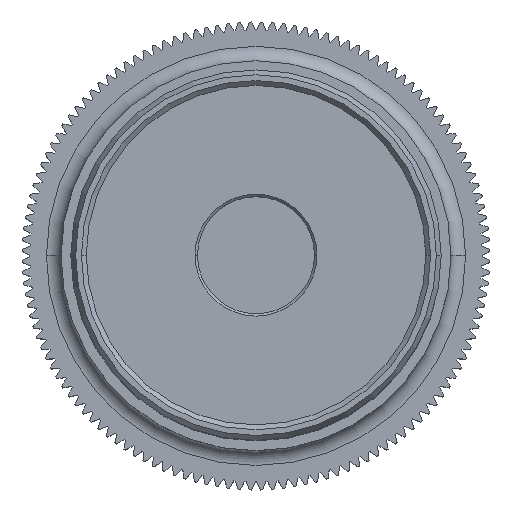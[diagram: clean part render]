
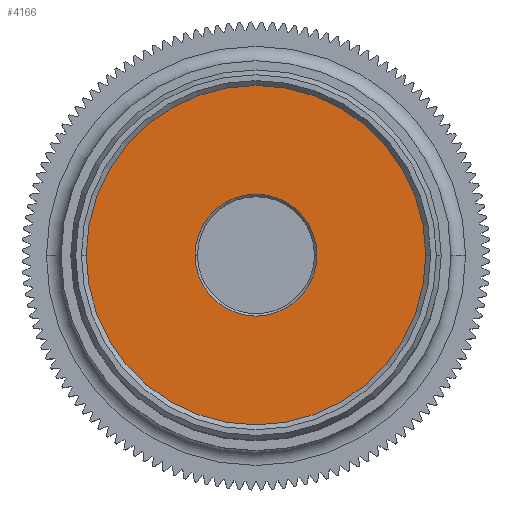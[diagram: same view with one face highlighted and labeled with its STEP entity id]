
A CAD part, top view. The second image highlights one B-rep face of the part: STEP entity #4166.
In plain terms, the highlighted planar face has unit normal (0, 0, 1).
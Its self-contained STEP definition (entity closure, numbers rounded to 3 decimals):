
#2144 = CARTESIAN_POINT ( 'NONE',  ( -3.125, 0., 30.5 ) ) ;
#2267 = VERTEX_POINT ( 'NONE', #12933 ) ;
#2675 = DIRECTION ( 'NONE',  ( -1., 0., 0. ) ) ;
#3164 = EDGE_CURVE ( 'NONE', #6826, #2267, #18166, .T. ) ;
#3291 = ORIENTED_EDGE ( 'NONE', *, *, #14294, .T. ) ;
#3826 = ORIENTED_EDGE ( 'NONE', *, *, #14099, .T. ) ;
#3920 = AXIS2_PLACEMENT_3D ( 'NONE', #11217, #13040, #2675 ) ;
#3985 = CARTESIAN_POINT ( 'NONE',  ( 0., 0., 30.5 ) ) ;
#4134 = FACE_OUTER_BOUND ( 'NONE', #17213, .T. ) ;
#4166 = ADVANCED_FACE ( 'NONE', ( #15046, #4134 ), #5484, .F. ) ;
#5107 = CARTESIAN_POINT ( 'NONE',  ( 3.125, 0., 30.5 ) ) ;
#5484 = PLANE ( 'NONE',  #3920 ) ;
#5529 = DIRECTION ( 'NONE',  ( 1., 0., 0. ) ) ;
#6398 = CARTESIAN_POINT ( 'NONE',  ( 0., 0., 30.5 ) ) ;
#6470 = ORIENTED_EDGE ( 'NONE', *, *, #3164, .T. ) ;
#6826 = VERTEX_POINT ( 'NONE', #16297 ) ;
#7626 = DIRECTION ( 'NONE',  ( -1., 0., 0. ) ) ;
#8071 = EDGE_CURVE ( 'NONE', #15620, #12779, #12906, .T. ) ;
#8096 = AXIS2_PLACEMENT_3D ( 'NONE', #6398, #9299, #13456 ) ;
#9299 = DIRECTION ( 'NONE',  ( 0., 0., 1. ) ) ;
#10683 = DIRECTION ( 'NONE',  ( 0., 0., -1. ) ) ;
#11208 = CIRCLE ( 'NONE', #17731, 3.125 ) ;
#11217 = CARTESIAN_POINT ( 'NONE',  ( 0., 8.705, 30.5 ) ) ;
#11341 = DIRECTION ( 'NONE',  ( -1., 0., 0. ) ) ;
#12779 = VERTEX_POINT ( 'NONE', #2144 ) ;
#12906 = CIRCLE ( 'NONE', #13492, 3.125 ) ;
#12933 = CARTESIAN_POINT ( 'NONE',  ( -8.705, 0., 30.5 ) ) ;
#13040 = DIRECTION ( 'NONE',  ( 0., 0., -1. ) ) ;
#13330 = AXIS2_PLACEMENT_3D ( 'NONE', #3985, #18116, #5529 ) ;
#13456 = DIRECTION ( 'NONE',  ( 1., 0., 0. ) ) ;
#13492 = AXIS2_PLACEMENT_3D ( 'NONE', #14962, #10683, #7626 ) ;
#14099 = EDGE_CURVE ( 'NONE', #12779, #15620, #11208, .T. ) ;
#14294 = EDGE_CURVE ( 'NONE', #2267, #6826, #17199, .T. ) ;
#14401 = CARTESIAN_POINT ( 'NONE',  ( 0., 0., 30.5 ) ) ;
#14846 = EDGE_LOOP ( 'NONE', ( #16378, #3826 ) ) ;
#14962 = CARTESIAN_POINT ( 'NONE',  ( 0., 0., 30.5 ) ) ;
#15046 = FACE_BOUND ( 'NONE', #14846, .T. ) ;
#15620 = VERTEX_POINT ( 'NONE', #5107 ) ;
#15796 = DIRECTION ( 'NONE',  ( 0., 0., -1. ) ) ;
#16297 = CARTESIAN_POINT ( 'NONE',  ( 8.705, 0., 30.5 ) ) ;
#16378 = ORIENTED_EDGE ( 'NONE', *, *, #8071, .T. ) ;
#17199 = CIRCLE ( 'NONE', #8096, 8.705 ) ;
#17213 = EDGE_LOOP ( 'NONE', ( #6470, #3291 ) ) ;
#17731 = AXIS2_PLACEMENT_3D ( 'NONE', #14401, #15796, #11341 ) ;
#18116 = DIRECTION ( 'NONE',  ( 0., 0., 1. ) ) ;
#18166 = CIRCLE ( 'NONE', #13330, 8.705 ) ;
